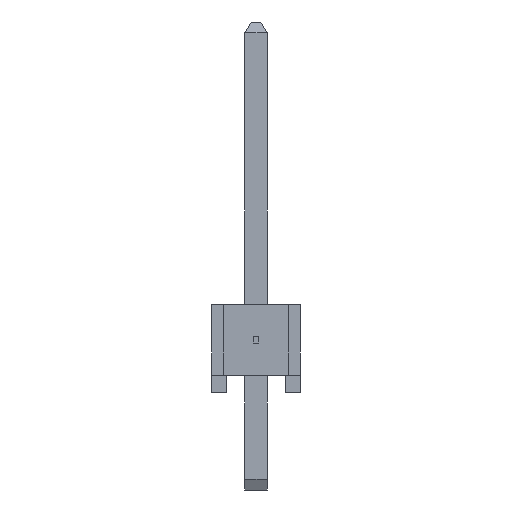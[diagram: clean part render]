
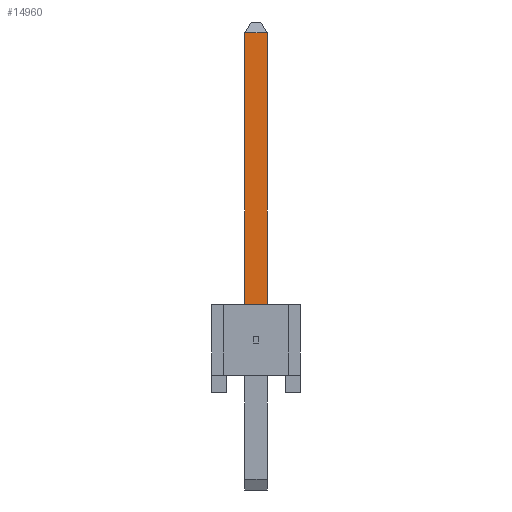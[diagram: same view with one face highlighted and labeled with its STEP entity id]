
A CAD part, left-side view. The second image highlights one B-rep face of the part: STEP entity #14960.
In plain terms, the highlighted planar face has unit normal (-1, 0, 0).
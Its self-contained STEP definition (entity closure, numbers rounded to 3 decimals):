
#14960 = ADVANCED_FACE('',(#14961),#14995,.F.);
#14961 = FACE_BOUND('',#14962,.T.);
#14962 = EDGE_LOOP('',(#14963,#14973,#14981,#14989));
#14963 = ORIENTED_EDGE('',*,*,#14964,.T.);
#14964 = EDGE_CURVE('',#14965,#14967,#14969,.T.);
#14965 = VERTEX_POINT('',#14966);
#14966 = CARTESIAN_POINT('',(-14.288,13.157,0.318));
#14967 = VERTEX_POINT('',#14968);
#14968 = CARTESIAN_POINT('',(-14.288,13.157,-0.318));
#14969 = LINE('',#14970,#14971);
#14970 = CARTESIAN_POINT('',(-14.288,13.157,2.54));
#14971 = VECTOR('',#14972,1.);
#14972 = DIRECTION('',(0.,0.,-1.));
#14973 = ORIENTED_EDGE('',*,*,#14974,.T.);
#14974 = EDGE_CURVE('',#14967,#14975,#14977,.T.);
#14975 = VERTEX_POINT('',#14976);
#14976 = CARTESIAN_POINT('',(-14.288,4.191,-0.318));
#14977 = LINE('',#14978,#14979);
#14978 = CARTESIAN_POINT('',(-14.288,13.462,-0.318));
#14979 = VECTOR('',#14980,1.);
#14980 = DIRECTION('',(0.,-1.,0.));
#14981 = ORIENTED_EDGE('',*,*,#14982,.F.);
#14982 = EDGE_CURVE('',#14983,#14975,#14985,.T.);
#14983 = VERTEX_POINT('',#14984);
#14984 = CARTESIAN_POINT('',(-14.288,4.191,0.318));
#14985 = LINE('',#14986,#14987);
#14986 = CARTESIAN_POINT('',(-14.288,4.191,0.318));
#14987 = VECTOR('',#14988,1.);
#14988 = DIRECTION('',(0.,0.,-1.));
#14989 = ORIENTED_EDGE('',*,*,#14990,.F.);
#14990 = EDGE_CURVE('',#14965,#14983,#14991,.T.);
#14991 = LINE('',#14992,#14993);
#14992 = CARTESIAN_POINT('',(-14.288,13.462,0.318));
#14993 = VECTOR('',#14994,1.);
#14994 = DIRECTION('',(0.,-1.,0.));
#14995 = PLANE('',#14996);
#14996 = AXIS2_PLACEMENT_3D('',#14997,#14998,#14999);
#14997 = CARTESIAN_POINT('',(-14.288,13.462,0.318));
#14998 = DIRECTION('',(1.,0.,0.));
#14999 = DIRECTION('',(0.,0.,-1.));
